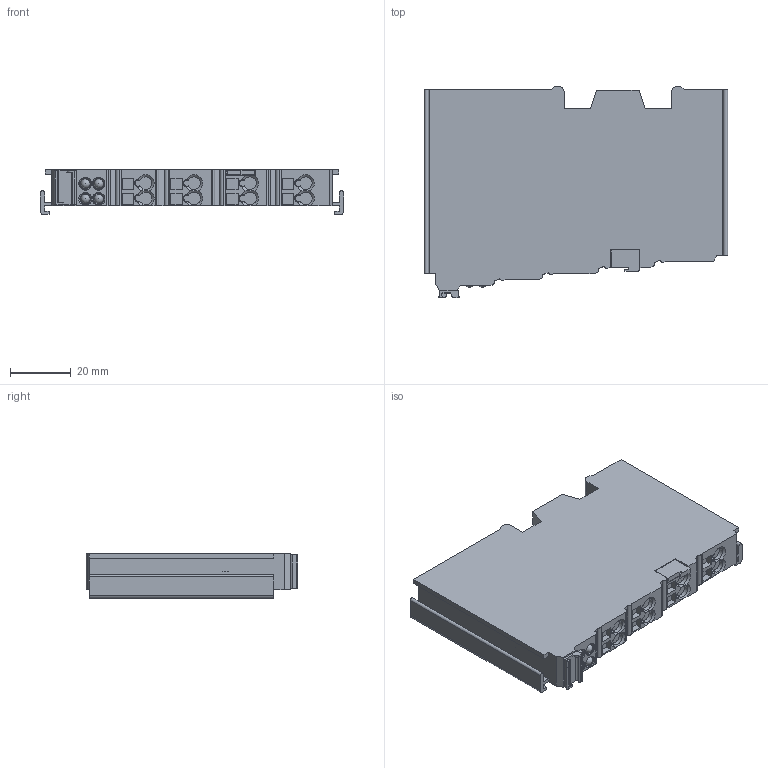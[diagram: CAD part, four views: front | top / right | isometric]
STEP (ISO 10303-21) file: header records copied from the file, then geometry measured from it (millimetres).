
FILE_DESCRIPTION(/* description */ ('Busterminal 12 mm 8 pin '),/* implementation_level */ '2;1');
FILE_NAME(/* name */ 'busterminal_12mm_8_pin.stp',/* time_stamp */ '2021-01-19T13:05:34+01:00',/* author */ ('ChristianPap'),/* organization */ (''),/* preprocessor_version */ 'ST-DEVELOPER v18.1',/* originating_system */ 'Autodesk Inventor 2020',/* authorisation */ '');
FILE_SCHEMA (('CONFIG_CONTROL_DESIGN','AP203_CONFIGURATION_CONTROLLED_3D_DESIGN_OF_MECHANICAL_PARTS_AND_ASSEMBLIES_MIM_LF { 1 0 10303 203 3 1 4 }'));
Length unit declared in the file: millimetre
Products named in the file (1): 0000001565_KLxxxx_8pol_Std_housing_KL12mm_vereinfacht_für_CAD-Dow
nload
Bounding box: 100 x 69.8 x 14.8 mm (x, y, z)
Volume: 66937.5 mm3; surface area: 19152.2 mm2
Topology: 1 solids, 2 shells, 224 faces, 620 edges, 413 vertices
Faces by surface type: plane 141, cylinder 59, cone 20, sphere 4
Full cylindrical faces by diameter (mm): 3 x4, 3.6 x4, 4.2 x4
Entity records: 7265 total; most frequent: CARTESIAN_POINT 1402, ORIENTED_EDGE 1232, DIRECTION 1203, EDGE_CURVE 616, VERTEX_POINT 413, LINE 411, VECTOR 411, AXIS2_PLACEMENT_3D 396
